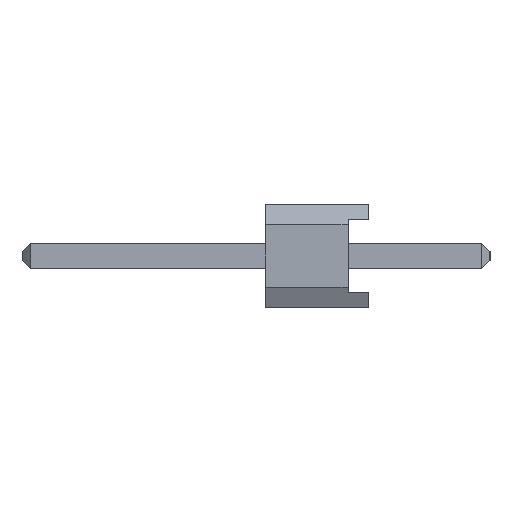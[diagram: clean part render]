
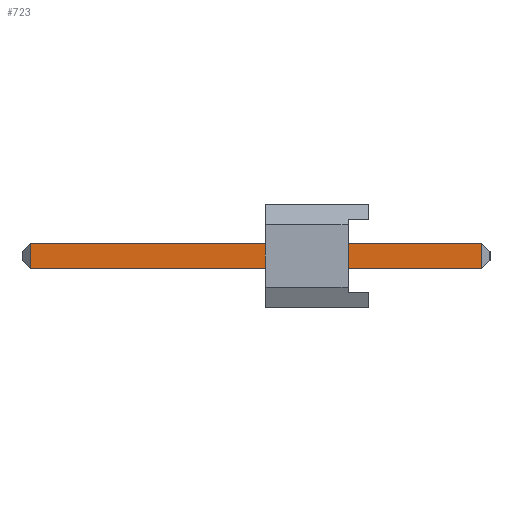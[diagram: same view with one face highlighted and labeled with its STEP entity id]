
A CAD part, left-side view. The second image highlights one B-rep face of the part: STEP entity #723.
In plain terms, the highlighted face is planar.
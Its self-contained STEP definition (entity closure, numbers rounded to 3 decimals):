
#197=FACE_OUTER_BOUND('',#231,.T.);
#231=EDGE_LOOP('',(#635,#636,#637,#638));
#288=LINE('',#1196,#364);
#305=LINE('',#1231,#381);
#306=LINE('',#1233,#382);
#307=LINE('',#1234,#383);
#364=VECTOR('',#961,1000.);
#381=VECTOR('',#990,1000.);
#382=VECTOR('',#991,1000.);
#383=VECTOR('',#992,1000.);
#424=VERTEX_POINT('',#1193);
#425=VERTEX_POINT('',#1195);
#437=VERTEX_POINT('',#1230);
#438=VERTEX_POINT('',#1232);
#488=EDGE_CURVE('',#425,#424,#288,.T.);
#505=EDGE_CURVE('',#425,#437,#305,.T.);
#506=EDGE_CURVE('',#424,#438,#306,.T.);
#507=EDGE_CURVE('',#438,#437,#307,.T.);
#635=ORIENTED_EDGE('',*,*,#505,.F.);
#636=ORIENTED_EDGE('',*,*,#488,.T.);
#637=ORIENTED_EDGE('',*,*,#506,.T.);
#638=ORIENTED_EDGE('',*,*,#507,.T.);
#691=PLANE('',#822);
#723=ADVANCED_FACE('',(#197),#691,.F.);
#822=AXIS2_PLACEMENT_3D('',#1229,#988,#989);
#961=DIRECTION('',(0.,1.,0.));
#988=DIRECTION('center_axis',(-1.,0.,0.));
#989=DIRECTION('ref_axis',(0.,0.,1.));
#990=DIRECTION('',(0.,0.,1.));
#991=DIRECTION('',(0.,0.,1.));
#992=DIRECTION('',(0.,-1.,0.));
#1193=CARTESIAN_POINT('',(0.32,0.32,-5.57));
#1195=CARTESIAN_POINT('',(0.32,-0.32,-5.57));
#1196=CARTESIAN_POINT('',(0.32,-0.32,-5.57));
#1229=CARTESIAN_POINT('Origin',(0.32,-0.32,-5.77));
#1230=CARTESIAN_POINT('',(0.32,-0.32,5.57));
#1231=CARTESIAN_POINT('',(0.32,-0.32,-5.77));
#1232=CARTESIAN_POINT('',(0.32,0.32,5.57));
#1233=CARTESIAN_POINT('',(0.32,0.32,-5.77));
#1234=CARTESIAN_POINT('',(0.32,-0.32,5.57));
